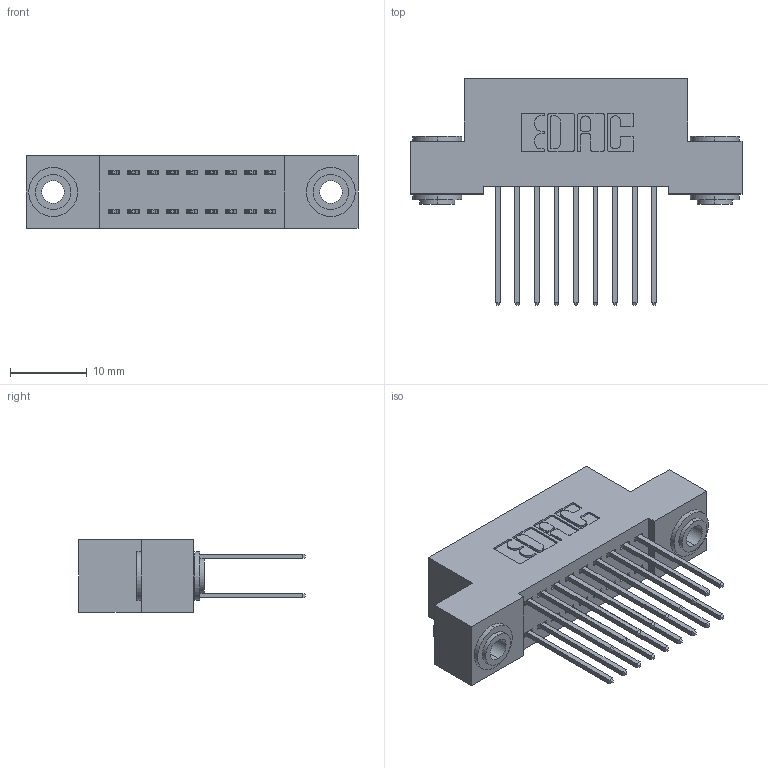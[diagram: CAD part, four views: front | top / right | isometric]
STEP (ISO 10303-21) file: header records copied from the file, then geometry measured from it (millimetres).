
FILE_DESCRIPTION (( 'STEP AP203' ), '1' );
FILE_NAME ('342-018-540-203.STEP', '2019-10-01T19:57:51', ( '' ), ( '' ), 'SwSTEP 2.0', 'SolidWorks 2016', '' );
FILE_SCHEMA (( 'CONFIG_CONTROL_DESIGN' ));
Length unit declared in the file: inch
Products named in the file (4): 342-018-540-203; 342 Part_.156 TH; 345-292-001_345-293-140; 342-250-002_345-250-002-102
Assembly tree (21 placements, depth 2):
  342-018-540-203
    342 Part_.156 TH
    345-292-001_345-293-140  x18
    342-250-002_345-250-002-102  x2
Bounding box: 43.18 x 29.47 x 9.4 mm (x, y, z)
Volume: 3814.6 mm3; surface area: 5913.5 mm2
Topology: 21 solids, 21 shells, 1084 faces, 3165 edges, 2082 vertices
Faces by surface type: plane 724, cylinder 352, cone 8
Entity records: 10594 total; most frequent: CARTESIAN_POINT 1769, ORIENTED_EDGE 1698, DIRECTION 1603, EDGE_CURVE 849, VECTOR 697, LINE 697, VERTEX_POINT 562, AXIS2_PLACEMENT_3D 453
